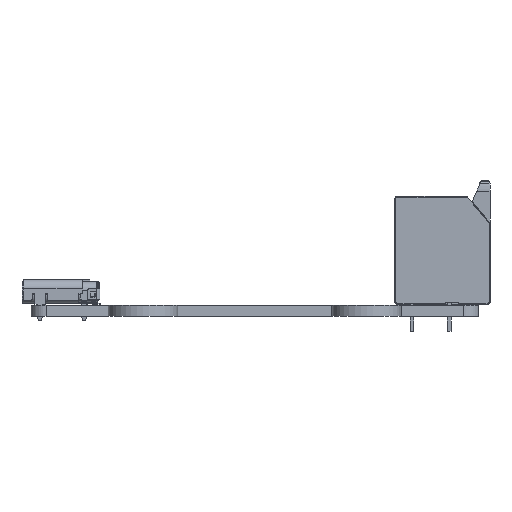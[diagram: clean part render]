
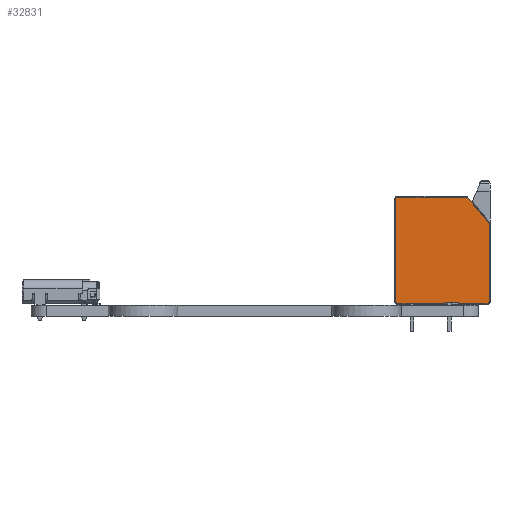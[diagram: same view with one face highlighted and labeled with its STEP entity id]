
A CAD part, front view. The second image highlights one B-rep face of the part: STEP entity #32831.
In plain terms, the highlighted face is planar.
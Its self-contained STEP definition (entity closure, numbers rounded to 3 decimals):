
#19423 = VERTEX_POINT('',#19424);
#19424 = CARTESIAN_POINT('',(-10.35,10.775,-1.5));
#19430 = EDGE_CURVE('',#19423,#19431,#19433,.T.);
#19431 = VERTEX_POINT('',#19432);
#19432 = CARTESIAN_POINT('',(-10.35,0.4,-1.5));
#19433 = LINE('',#19434,#19435);
#19434 = CARTESIAN_POINT('',(-10.35,10.775,-1.5));
#19435 = VECTOR('',#19436,1.);
#19436 = DIRECTION('',(0.,-1.,0.));
#23927 = VERTEX_POINT('',#23928);
#23928 = CARTESIAN_POINT('',(-4.5,0.1,-1.5));
#23934 = EDGE_CURVE('',#23927,#23935,#23937,.T.);
#23935 = VERTEX_POINT('',#23936);
#23936 = CARTESIAN_POINT('',(1.9,0.1,-1.5));
#23937 = LINE('',#23938,#23939);
#23938 = CARTESIAN_POINT('',(-4.5,0.1,-1.5));
#23939 = VECTOR('',#23940,1.);
#23940 = DIRECTION('',(1.,0.,0.));
#26431 = VERTEX_POINT('',#26432);
#26432 = CARTESIAN_POINT('',(2.2,0.4,-1.5));
#26438 = EDGE_CURVE('',#26431,#26439,#26441,.T.);
#26439 = VERTEX_POINT('',#26440);
#26440 = CARTESIAN_POINT('',(2.2,14.1,-1.5));
#26441 = LINE('',#26442,#26443);
#26442 = CARTESIAN_POINT('',(2.2,0.4,-1.5));
#26443 = VECTOR('',#26444,1.);
#26444 = DIRECTION('',(0.,1.,0.));
#32511 = EDGE_CURVE('',#19431,#32512,#32514,.T.);
#32512 = VERTEX_POINT('',#32513);
#32513 = CARTESIAN_POINT('',(-10.05,0.1,-1.5));
#32514 = CIRCLE('',#32515,0.3);
#32515 = AXIS2_PLACEMENT_3D('',#32516,#32517,#32518);
#32516 = CARTESIAN_POINT('',(-10.05,0.4,-1.5));
#32517 = DIRECTION('',(0.,0.,1.));
#32518 = DIRECTION('',(1.,0.,-0.));
#32536 = EDGE_CURVE('',#32512,#32537,#32539,.T.);
#32537 = VERTEX_POINT('',#32538);
#32538 = CARTESIAN_POINT('',(-6.2,0.1,-1.5));
#32539 = LINE('',#32540,#32541);
#32540 = CARTESIAN_POINT('',(-10.05,0.1,-1.5));
#32541 = VECTOR('',#32542,1.);
#32542 = DIRECTION('',(1.,0.,0.));
#32562 = VERTEX_POINT('',#32563);
#32563 = CARTESIAN_POINT('',(-6.,0.3,-1.5));
#32569 = EDGE_CURVE('',#32562,#32537,#32570,.T.);
#32570 = CIRCLE('',#32571,0.2);
#32571 = AXIS2_PLACEMENT_3D('',#32572,#32573,#32574);
#32572 = CARTESIAN_POINT('',(-6.,0.1,-1.5));
#32573 = DIRECTION('',(0.,0.,1.));
#32574 = DIRECTION('',(1.,0.,-0.));
#32588 = EDGE_CURVE('',#32562,#32589,#32591,.T.);
#32589 = VERTEX_POINT('',#32590);
#32590 = CARTESIAN_POINT('',(-4.7,0.3,-1.5));
#32591 = LINE('',#32592,#32593);
#32592 = CARTESIAN_POINT('',(-6.,0.3,-1.5));
#32593 = VECTOR('',#32594,1.);
#32594 = DIRECTION('',(1.,0.,0.));
#32611 = EDGE_CURVE('',#23927,#32589,#32612,.T.);
#32612 = CIRCLE('',#32613,0.2);
#32613 = AXIS2_PLACEMENT_3D('',#32614,#32615,#32616);
#32614 = CARTESIAN_POINT('',(-4.7,0.1,-1.5));
#32615 = DIRECTION('',(0.,0.,1.));
#32616 = DIRECTION('',(1.,0.,-0.));
#32630 = EDGE_CURVE('',#23935,#26431,#32631,.T.);
#32631 = CIRCLE('',#32632,0.3);
#32632 = AXIS2_PLACEMENT_3D('',#32633,#32634,#32635);
#32633 = CARTESIAN_POINT('',(1.9,0.4,-1.5));
#32634 = DIRECTION('',(0.,0.,1.));
#32635 = DIRECTION('',(1.,0.,-0.));
#32648 = EDGE_CURVE('',#26439,#32649,#32651,.T.);
#32649 = VERTEX_POINT('',#32650);
#32650 = CARTESIAN_POINT('',(1.9,14.4,-1.5));
#32651 = CIRCLE('',#32652,0.3);
#32652 = AXIS2_PLACEMENT_3D('',#32653,#32654,#32655);
#32653 = CARTESIAN_POINT('',(1.9,14.1,-1.5));
#32654 = DIRECTION('',(0.,0.,1.));
#32655 = DIRECTION('',(1.,0.,-0.));
#32673 = EDGE_CURVE('',#32649,#32674,#32676,.T.);
#32674 = VERTEX_POINT('',#32675);
#32675 = CARTESIAN_POINT('',(-7.26,14.4,-1.5));
#32676 = LINE('',#32677,#32678);
#32677 = CARTESIAN_POINT('',(1.9,14.4,-1.5));
#32678 = VECTOR('',#32679,1.);
#32679 = DIRECTION('',(-1.,0.,0.));
#32704 = EDGE_CURVE('',#32674,#32705,#32707,.T.);
#32705 = VERTEX_POINT('',#32706);
#32706 = CARTESIAN_POINT('',(-7.49,14.293,-1.5));
#32707 = CIRCLE('',#32708,0.3);
#32708 = AXIS2_PLACEMENT_3D('',#32709,#32710,#32711);
#32709 = CARTESIAN_POINT('',(-7.26,14.1,-1.5));
#32710 = DIRECTION('',(0.,0.,1.));
#32711 = DIRECTION('',(1.,0.,-0.));
#32738 = EDGE_CURVE('',#32705,#32739,#32741,.T.);
#32739 = VERTEX_POINT('',#32740);
#32740 = CARTESIAN_POINT('',(-10.28,10.968,-1.5));
#32741 = LINE('',#32742,#32743);
#32742 = CARTESIAN_POINT('',(-7.49,14.293,-1.5));
#32743 = VECTOR('',#32744,1.);
#32744 = DIRECTION('',(-0.643,-0.766,0.));
#32812 = EDGE_CURVE('',#32739,#19423,#32813,.T.);
#32813 = CIRCLE('',#32814,0.3);
#32814 = AXIS2_PLACEMENT_3D('',#32815,#32816,#32817);
#32815 = CARTESIAN_POINT('',(-10.05,10.775,-1.5));
#32816 = DIRECTION('',(0.,0.,1.));
#32817 = DIRECTION('',(1.,0.,-0.));
#32831 = ADVANCED_FACE('',(#32832),#32848,.F.);
#32832 = FACE_BOUND('',#32833,.T.);
#32833 = EDGE_LOOP('',(#32834,#32835,#32836,#32837,#32838,#32839,#32840,
    #32841,#32842,#32843,#32844,#32845,#32846,#32847));
#32834 = ORIENTED_EDGE('',*,*,#19430,.F.);
#32835 = ORIENTED_EDGE('',*,*,#32812,.F.);
#32836 = ORIENTED_EDGE('',*,*,#32738,.F.);
#32837 = ORIENTED_EDGE('',*,*,#32704,.F.);
#32838 = ORIENTED_EDGE('',*,*,#32673,.F.);
#32839 = ORIENTED_EDGE('',*,*,#32648,.F.);
#32840 = ORIENTED_EDGE('',*,*,#26438,.F.);
#32841 = ORIENTED_EDGE('',*,*,#32630,.F.);
#32842 = ORIENTED_EDGE('',*,*,#23934,.F.);
#32843 = ORIENTED_EDGE('',*,*,#32611,.T.);
#32844 = ORIENTED_EDGE('',*,*,#32588,.F.);
#32845 = ORIENTED_EDGE('',*,*,#32569,.T.);
#32846 = ORIENTED_EDGE('',*,*,#32536,.F.);
#32847 = ORIENTED_EDGE('',*,*,#32511,.F.);
#32848 = PLANE('',#32849);
#32849 = AXIS2_PLACEMENT_3D('',#32850,#32851,#32852);
#32850 = CARTESIAN_POINT('',(-10.05,0.4,-1.5));
#32851 = DIRECTION('',(0.,0.,1.));
#32852 = DIRECTION('',(1.,0.,-0.));
